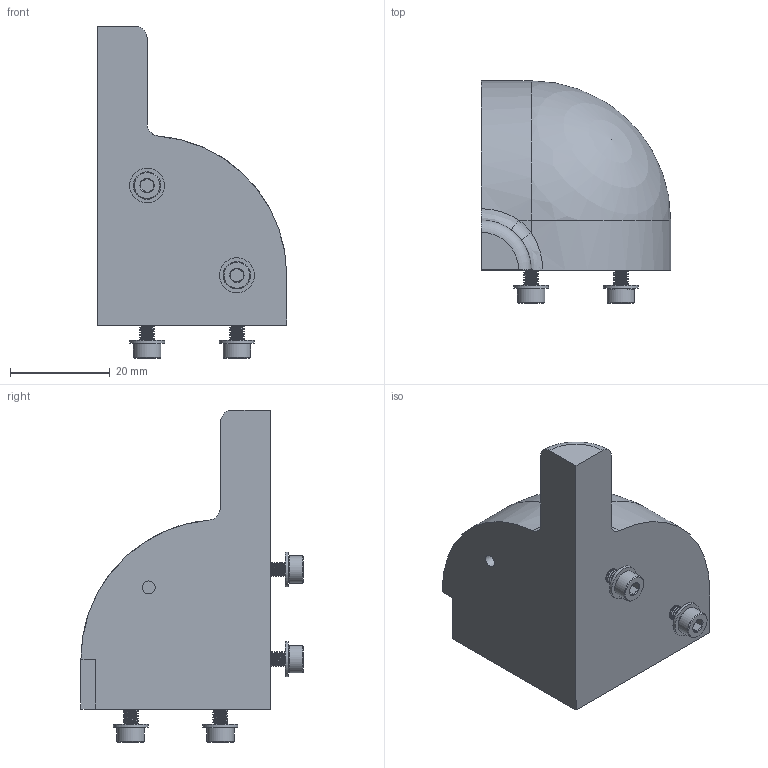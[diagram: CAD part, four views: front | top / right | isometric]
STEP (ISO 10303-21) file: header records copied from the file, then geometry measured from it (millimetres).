
FILE_DESCRIPTION(/* description */ (''),/* implementation_level */ '2;1');
FILE_NAME(/* name */ 'Sphere Right.step',/* time_stamp */ '2018-04-09T13:28:08+02:00',/* author */ ('boelle'),/* organization */ (''),/* preprocessor_version */ 'ST-DEVELOPER v16.13',/* originating_system */ 'Autodesk Translation Framework v6.5.0.72',/* authorisation */ '');
FILE_SCHEMA (('AUTOMOTIVE_DESIGN { 1 0 10303 214 3 1 1 }'));
Length unit declared in the file: millimetre
Products named in the file (13): Sphere Right; Sphere Right_1; Component1; M3 Washer; M3 Washer_1; M3x10; M3x10_1; M3 Washer_2; M3 Washer_3; 98269A420; M3x10_2; M3x10_3; 91290A115
Assembly tree (18 placements, depth 3):
  Sphere Right
    Sphere Right_1
      Component1
    M3 Washer
      98269A420
    M3 Washer_1
      98269A420
    M3x10
      91290A115
    M3x10_1
      91290A115
    M3 Washer_2
      98269A420
    M3 Washer_3
      98269A420
    M3x10_2
      91290A115
    M3x10_3
      91290A115
Bounding box: 38 x 44.6 x 66.6 mm (x, y, z)
Volume: 41080.1 mm3; surface area: 9160.8 mm2
Topology: 9 solids, 9 shells, 300 faces, 786 edges, 514 vertices
Faces by surface type: cylinder 183, plane 64, cone 40, bspline 10, torus 2, sphere 1
Full cylindrical faces by diameter (mm): 2.35 x72, 2.6 x5, 3 x76, 3.2 x4, 5.5 x4, 7 x4
Entity records: 7139 total; most frequent: CARTESIAN_POINT 4576, ORIENTED_EDGE 502, DIRECTION 467, EDGE_CURVE 251, AXIS2_PLACEMENT_3D 188, VERTEX_POINT 163, EDGE_LOOP 108, FACE_OUTER_BOUND 99
